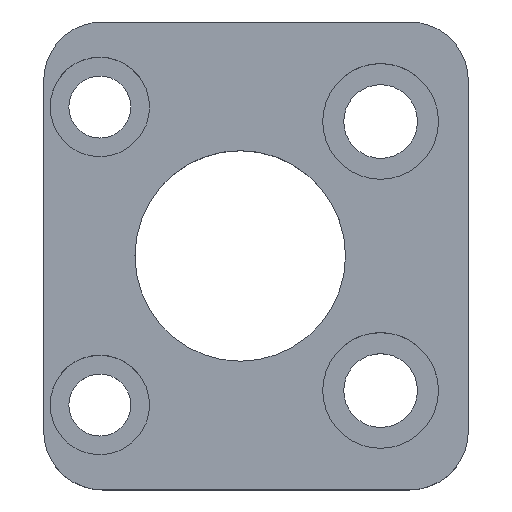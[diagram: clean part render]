
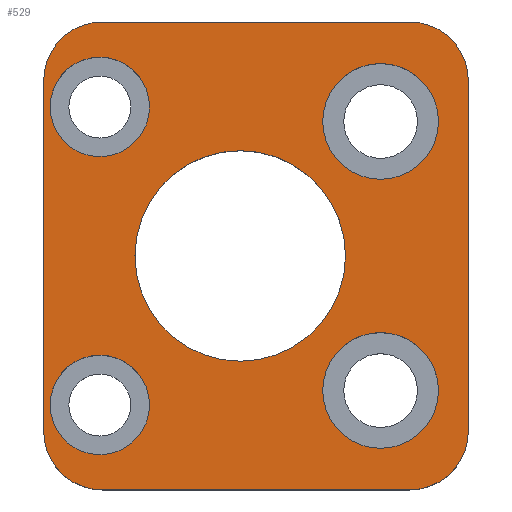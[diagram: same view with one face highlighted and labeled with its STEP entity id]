
A CAD part, top view. The second image highlights one B-rep face of the part: STEP entity #529.
In plain terms, the highlighted planar face has unit normal (0, 0, 1).
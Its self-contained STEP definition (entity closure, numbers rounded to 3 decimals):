
#25=FACE_BOUND('',#139,.T.);
#26=FACE_BOUND('',#140,.T.);
#27=FACE_BOUND('',#141,.T.);
#28=FACE_BOUND('',#142,.T.);
#29=FACE_BOUND('',#143,.T.);
#30=CIRCLE('',#552,5.);
#40=CIRCLE('',#565,5.);
#41=CIRCLE('',#567,5.);
#42=CIRCLE('',#570,5.);
#51=CIRCLE('',#588,4.25);
#52=CIRCLE('',#590,9.);
#53=CIRCLE('',#592,4.25);
#54=CIRCLE('',#594,4.95);
#55=CIRCLE('',#596,4.95);
#98=FACE_OUTER_BOUND('',#138,.T.);
#138=EDGE_LOOP('',(#470,#471,#472,#473,#474,#475,#476,#477));
#139=EDGE_LOOP('',(#478));
#140=EDGE_LOOP('',(#479));
#141=EDGE_LOOP('',(#480));
#142=EDGE_LOOP('',(#481));
#143=EDGE_LOOP('',(#482));
#168=LINE('',#830,#211);
#174=LINE('',#845,#217);
#185=LINE('',#899,#228);
#186=LINE('',#901,#229);
#211=VECTOR('',#666,10.);
#217=VECTOR('',#682,10.);
#228=VECTOR('',#751,10.);
#229=VECTOR('',#754,10.);
#242=VERTEX_POINT('',#796);
#243=VERTEX_POINT('',#797);
#257=VERTEX_POINT('',#829);
#258=VERTEX_POINT('',#833);
#259=VERTEX_POINT('',#837);
#260=VERTEX_POINT('',#838);
#261=VERTEX_POINT('',#843);
#262=VERTEX_POINT('',#847);
#271=VERTEX_POINT('',#879);
#272=VERTEX_POINT('',#883);
#273=VERTEX_POINT('',#887);
#274=VERTEX_POINT('',#891);
#275=VERTEX_POINT('',#895);
#294=EDGE_CURVE('',#242,#243,#30,.T.);
#310=EDGE_CURVE('',#257,#243,#168,.T.);
#312=EDGE_CURVE('',#257,#258,#40,.T.);
#314=EDGE_CURVE('',#259,#260,#41,.T.);
#318=EDGE_CURVE('',#259,#261,#174,.T.);
#319=EDGE_CURVE('',#262,#261,#42,.T.);
#333=EDGE_CURVE('',#271,#271,#51,.T.);
#335=EDGE_CURVE('',#272,#272,#52,.T.);
#337=EDGE_CURVE('',#273,#273,#53,.T.);
#339=EDGE_CURVE('',#274,#274,#54,.T.);
#341=EDGE_CURVE('',#275,#275,#55,.T.);
#343=EDGE_CURVE('',#262,#258,#185,.T.);
#344=EDGE_CURVE('',#242,#260,#186,.T.);
#470=ORIENTED_EDGE('',*,*,#294,.F.);
#471=ORIENTED_EDGE('',*,*,#344,.T.);
#472=ORIENTED_EDGE('',*,*,#314,.F.);
#473=ORIENTED_EDGE('',*,*,#318,.T.);
#474=ORIENTED_EDGE('',*,*,#319,.F.);
#475=ORIENTED_EDGE('',*,*,#343,.T.);
#476=ORIENTED_EDGE('',*,*,#312,.F.);
#477=ORIENTED_EDGE('',*,*,#310,.T.);
#478=ORIENTED_EDGE('',*,*,#341,.T.);
#479=ORIENTED_EDGE('',*,*,#339,.T.);
#480=ORIENTED_EDGE('',*,*,#337,.T.);
#481=ORIENTED_EDGE('',*,*,#335,.T.);
#482=ORIENTED_EDGE('',*,*,#333,.T.);
#499=PLANE('',#599);
#529=ADVANCED_FACE('',(#98,#25,#26,#27,#28,#29),#499,.T.);
#552=AXIS2_PLACEMENT_3D('',#798,#636,#637);
#565=AXIS2_PLACEMENT_3D('',#834,#670,#671);
#567=AXIS2_PLACEMENT_3D('',#839,#675,#676);
#570=AXIS2_PLACEMENT_3D('',#848,#685,#686);
#588=AXIS2_PLACEMENT_3D('',#880,#726,#727);
#590=AXIS2_PLACEMENT_3D('',#884,#731,#732);
#592=AXIS2_PLACEMENT_3D('',#888,#736,#737);
#594=AXIS2_PLACEMENT_3D('',#892,#741,#742);
#596=AXIS2_PLACEMENT_3D('',#896,#746,#747);
#599=AXIS2_PLACEMENT_3D('',#902,#755,#756);
#636=DIRECTION('center_axis',(0.,0.,-1.));
#637=DIRECTION('ref_axis',(-0.707,0.707,0.));
#666=DIRECTION('',(-1.,0.,0.));
#670=DIRECTION('center_axis',(0.,0.,-1.));
#671=DIRECTION('ref_axis',(0.707,0.707,0.));
#675=DIRECTION('center_axis',(0.,0.,-1.));
#676=DIRECTION('ref_axis',(-0.707,-0.707,0.));
#682=DIRECTION('',(1.,0.,0.));
#685=DIRECTION('center_axis',(0.,0.,-1.));
#686=DIRECTION('ref_axis',(0.707,-0.707,0.));
#726=DIRECTION('center_axis',(0.,0.,-1.));
#727=DIRECTION('ref_axis',(1.,0.,0.));
#731=DIRECTION('center_axis',(0.,0.,-1.));
#732=DIRECTION('ref_axis',(1.,0.,0.));
#736=DIRECTION('center_axis',(0.,0.,-1.));
#737=DIRECTION('ref_axis',(1.,0.,0.));
#741=DIRECTION('center_axis',(0.,0.,-1.));
#742=DIRECTION('ref_axis',(1.,0.,0.));
#746=DIRECTION('center_axis',(0.,0.,-1.));
#747=DIRECTION('ref_axis',(1.,0.,0.));
#751=DIRECTION('',(0.,1.,0.));
#754=DIRECTION('',(0.,-1.,0.));
#755=DIRECTION('center_axis',(0.,0.,1.));
#756=DIRECTION('ref_axis',(1.,0.,0.));
#796=CARTESIAN_POINT('',(-46.3,35.,7.));
#797=CARTESIAN_POINT('',(-41.3,40.,7.));
#798=CARTESIAN_POINT('Origin',(-41.3,35.,7.));
#829=CARTESIAN_POINT('',(-15.,40.,7.));
#830=CARTESIAN_POINT('',(-46.3,40.,7.));
#833=CARTESIAN_POINT('',(-10.,35.,7.));
#834=CARTESIAN_POINT('Origin',(-15.,35.,7.));
#837=CARTESIAN_POINT('',(-41.3,0.,7.));
#838=CARTESIAN_POINT('',(-46.3,5.,7.));
#839=CARTESIAN_POINT('Origin',(-41.3,5.,7.));
#843=CARTESIAN_POINT('',(-15.,0.,7.));
#845=CARTESIAN_POINT('',(-10.,0.,7.));
#847=CARTESIAN_POINT('',(-10.,5.,7.));
#848=CARTESIAN_POINT('Origin',(-15.,5.,7.));
#879=CARTESIAN_POINT('',(-45.75,7.26,7.));
#880=CARTESIAN_POINT('Origin',(-41.5,7.26,7.));
#883=CARTESIAN_POINT('',(-38.5,20.,7.));
#884=CARTESIAN_POINT('Origin',(-29.5,20.,7.));
#887=CARTESIAN_POINT('',(-45.75,32.74,7.));
#888=CARTESIAN_POINT('Origin',(-41.5,32.74,7.));
#891=CARTESIAN_POINT('',(-22.45,8.5,7.));
#892=CARTESIAN_POINT('Origin',(-17.5,8.5,7.));
#895=CARTESIAN_POINT('',(-22.45,31.5,7.));
#896=CARTESIAN_POINT('Origin',(-17.5,31.5,7.));
#899=CARTESIAN_POINT('',(-10.,40.,7.));
#901=CARTESIAN_POINT('',(-46.3,0.,7.));
#902=CARTESIAN_POINT('Origin',(-28.15,20.,7.));
